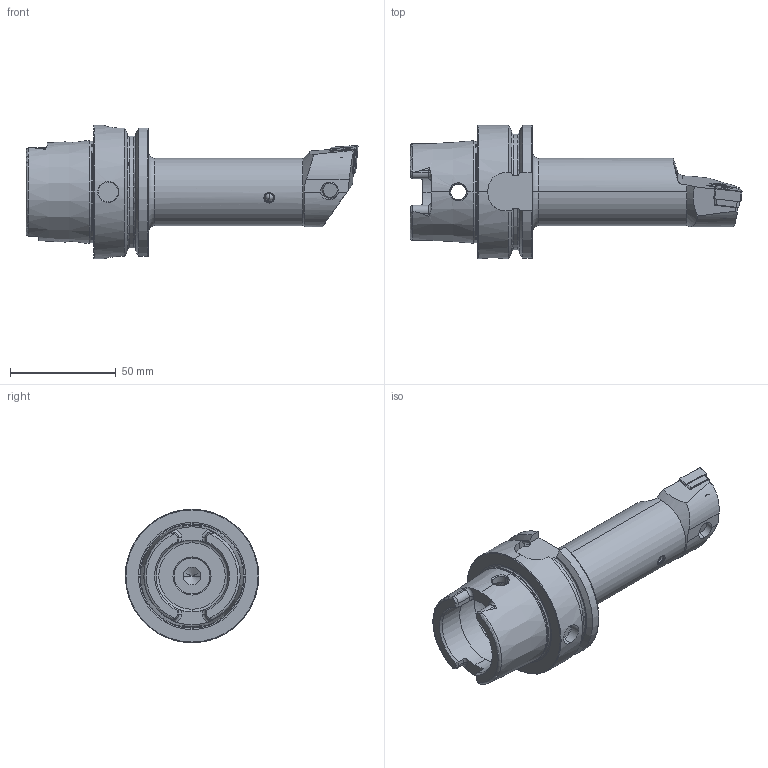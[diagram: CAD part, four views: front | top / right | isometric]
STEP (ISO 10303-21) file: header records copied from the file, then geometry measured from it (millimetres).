
FILE_DESCRIPTION (( 'STEP AP203' ), '1' );
FILE_NAME ('HA6-PCD.LLB.125.STEP', '2018-01-19T08:43:16', ( 'SWIAdmin' ), ( 'Hewlett-Packard Company' ), 'SwSTEP 2.0', 'SolidWorks 2017', '' );
FILE_SCHEMA (( 'CONFIG_CONTROL_DESIGN' ));
Length unit declared in the file: millimetre
Products named in the file (8): WCD; HA6-PCD.LLB.125; HA6-PCD.LLB.125_A; KVT_MB_600_050; WCD-ER2.101.003_A; CNMG120404; WCD-ER4.101.017_A; WCD-ER3.101.000_A
Assembly tree (7 placements, depth 3):
  HA6-PCD.LLB.125
    HA6-PCD.LLB.125_A
    KVT_MB_600_050
    WCD-ER2.101.003_A
    CNMG120404
    WCD
      WCD-ER4.101.017_A
      WCD-ER3.101.000_A
Bounding box: 156.9 x 63 x 63 mm (x, y, z)
Volume: 147121.6 mm3; surface area: 36294.9 mm2
Topology: 7 solids, 7 shells, 364 faces, 929 edges, 568 vertices
Faces by surface type: plane 115, cylinder 104, cone 91, torus 36, bspline 16, sphere 2
Entity records: 13267 total; most frequent: CARTESIAN_POINT 4010, ORIENTED_EDGE 1824, DIRECTION 1711, EDGE_CURVE 912, AXIS2_PLACEMENT_3D 659, VERTEX_POINT 565, LINE 393, VECTOR 393
